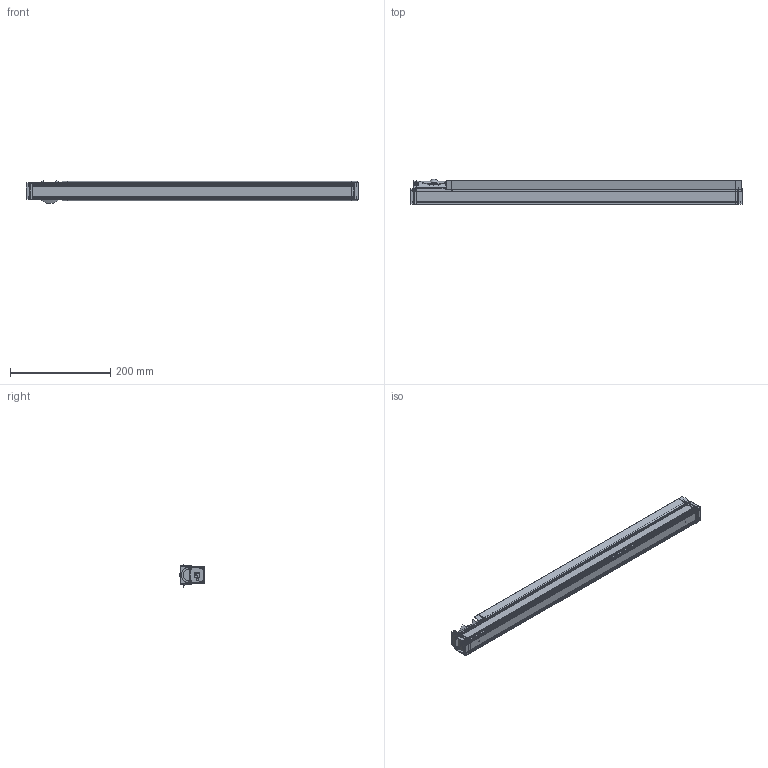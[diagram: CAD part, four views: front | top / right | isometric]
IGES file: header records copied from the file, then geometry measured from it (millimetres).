
Start section:  PTC IGES file: 194685.igs
Global section: file name: 194685.igs; native system: Creo Parametric by Parametric Technology Corporation; preprocessor: 2016010; author: pdmadmin; organization: Unknown; date: 20160419.133233; units: millimetre
Bounding box: 663.52 x 51.11 x 45.91 mm (x, y, z)
Volume: 260496.6 mm3; surface area: 1801955.8 mm2
Topology: 10 solids, 72 shells, 1792 faces, 10293 edges, 13609 vertices
Faces by surface type: bspline 976, revolution 816
